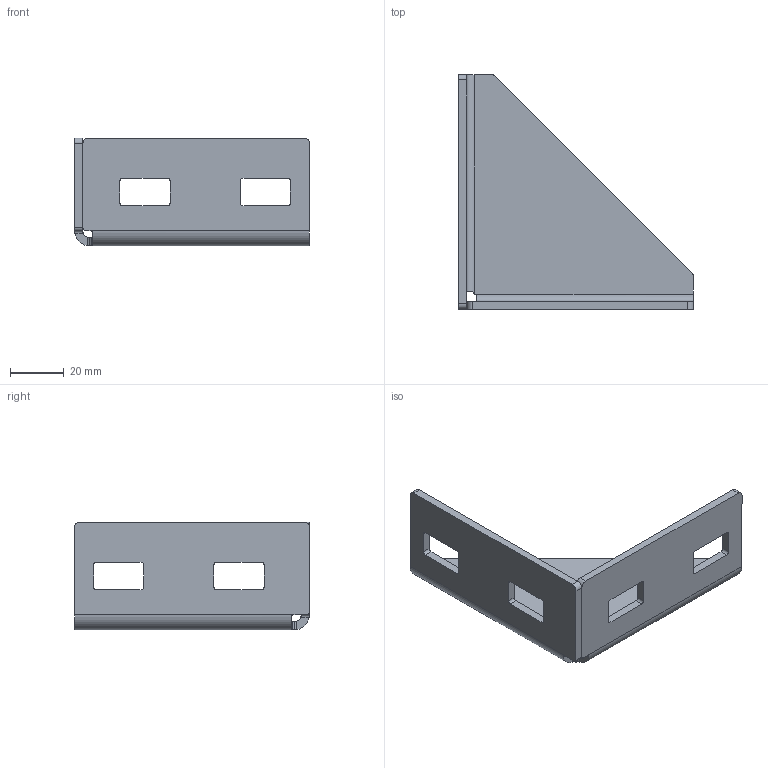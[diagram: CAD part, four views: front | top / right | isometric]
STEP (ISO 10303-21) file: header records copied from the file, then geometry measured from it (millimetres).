
FILE_DESCRIPTION (( 'STEP AP214' ), '1' );
FILE_NAME ('Ñáîðêà1.STEP', '2025-02-24T08:50:20', ( '' ), ( '' ), 'SwSTEP 2.0', 'SolidWorks 2025', '' );
FILE_SCHEMA (( 'AUTOMOTIVE_DESIGN' ));
Length unit declared in the file: millimetre
Products named in the file (2): E34 Угловой соединитель стальной 45х90S_10.2 согнут; Сборка1
Assembly tree (1 placements, depth 2):
  Сборка1
    E34 Угловой соединитель стальной 45х90S_10.2 согнут
Bounding box: 87 x 87 x 40 mm (x, y, z)
Volume: 30103.3 mm3; surface area: 22118.7 mm2
Topology: 1 solids, 1 shells, 70 faces, 192 edges, 124 vertices
Faces by surface type: plane 37, cylinder 33
Entity records: 2348 total; most frequent: CARTESIAN_POINT 462, DIRECTION 386, ORIENTED_EDGE 384, EDGE_CURVE 192, AXIS2_PLACEMENT_3D 132, VERTEX_POINT 124, LINE 122, VECTOR 122
